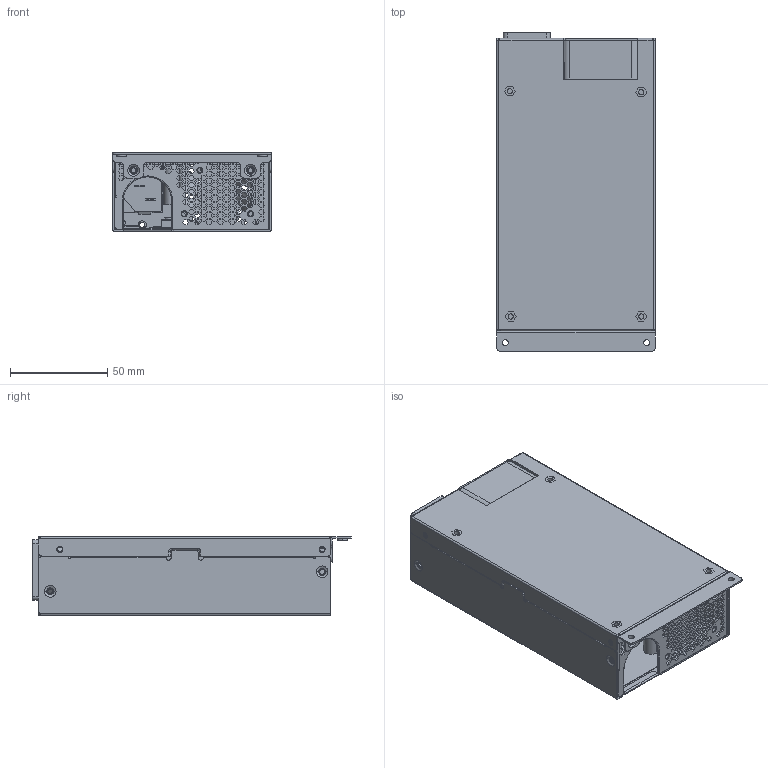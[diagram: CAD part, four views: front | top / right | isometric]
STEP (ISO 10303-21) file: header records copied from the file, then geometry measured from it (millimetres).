
FILE_DESCRIPTION((''),'2;1');
FILE_NAME('U1A-A10250-S99SAA10250I0000016_ASM','2021-01-08T16:10:11',('IPC139'),(''),'CREO PARAMETRIC BY PTC INC, 2019080','CREO PARAMETRIC BY PTC INC, 2019080','');
FILE_SCHEMA(('CONFIG_CONTROL_DESIGN'));
Products named in the file (20): MANIFOLD_SOLID_BREP_50951_688; U1XIAGAI-D_10_ASM_5_ASM; U1SHANGGAI-D_5_107; 40FENGSHAN_2_1; MANIFOLD_SOLID_BREP_81782_40; MANIFOLD_SOLID_BREP_81900_1; MANIFOLD_SOLID_BREP_82018_1; MANIFOLD_SOLID_BREP_82136_1; MANIFOLD_SOLID_BREP_82254_1; U1ACZUO_10_ASM_1_ASM; MAILA-10-15_43; SMALA_4_4; PCB-NEW_11; DI2BANPCB_3_1; PCB-16-06-13_6; PCB-180115_14; U1A-A10250-D_ASM_10_ASM_857_ASM; U1A-A10250-S_ASM_10_ASM_ASM; BIANTIAO01; U1A-A10250-S99SAA10250I0000016_ASM
Assembly tree (19 placements, depth 5):
  U1A-A10250-S99SAA10250I0000016_ASM
    U1A-A10250-S_ASM_10_ASM_ASM
      U1A-A10250-D_ASM_10_ASM_857_ASM
        U1XIAGAI-D_10_ASM_5_ASM
          MANIFOLD_SOLID_BREP_50951_688
        U1SHANGGAI-D_5_107
        40FENGSHAN_2_1
        U1ACZUO_10_ASM_1_ASM
          MANIFOLD_SOLID_BREP_81782_40
          MANIFOLD_SOLID_BREP_81900_1
          MANIFOLD_SOLID_BREP_82018_1
          MANIFOLD_SOLID_BREP_82136_1
          MANIFOLD_SOLID_BREP_82254_1
        MAILA-10-15_43
        SMALA_4_4
        PCB-NEW_11
        DI2BANPCB_3_1
        PCB-16-06-13_6
        PCB-180115_14
    BIANTIAO01
Bounding box: 81.5 x 163.5 x 40.3 mm (x, y, z)
Volume: 139388.3 mm3; surface area: 250061.1 mm2
Topology: 15 solids, 27 shells, 1878 faces, 5400 edges, 3590 vertices
Faces by surface type: plane 1339, cylinder 406, cone 60, bspline 59, torus 14
Entity records: 64503 total; most frequent: CARTESIAN_POINT 13620, ORIENTED_EDGE 10656, DIRECTION 9989, EDGE_CURVE 5400, VECTOR 4175, LINE 4175, VERTEX_POINT 3590, AXIS2_PLACEMENT_3D 2907
